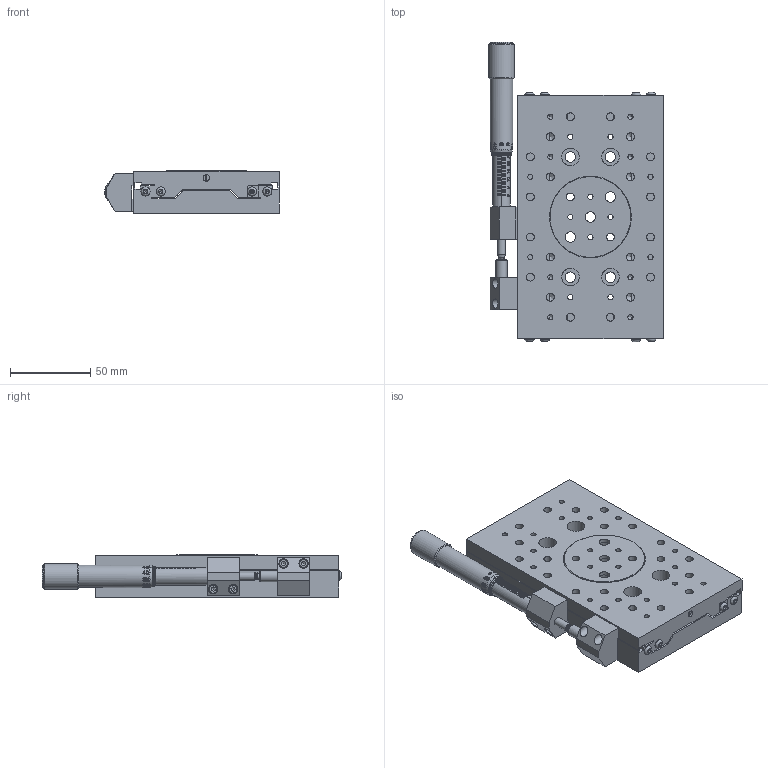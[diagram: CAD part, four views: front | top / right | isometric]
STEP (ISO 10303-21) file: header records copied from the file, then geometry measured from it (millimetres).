
FILE_DESCRIPTION(/* description */ (''),/* implementation_level */ '2;1');
FILE_NAME(/* name */ '7T167-50 SB.stp',/* time_stamp */ '2018-10-15T11:43:22+03:00',/* author */ ('dsgn36'),/* organization */ (''),/* preprocessor_version */ 'ST-DEVELOPER v15.2',/* originating_system */ 'Autodesk Inventor 2014',/* authorisation */ '');
FILE_SCHEMA (('AUTOMOTIVE_DESIGN { 1 0 10303 214 3 1 1 }'));
Products named in the file (1): Part27
Bounding box: 109 x 186.73 x 26.4 mm (x, y, z)
Volume: 306228.3 mm3; surface area: 96724.2 mm2
Topology: 1 solids, 25 shells, 1737 faces, 4645 edges, 3153 vertices
Faces by surface type: plane 921, bspline 381, cylinder 326, cone 63, torus 41, sphere 5
Full cylindrical faces by diameter (mm): 1.25 x1, 2.5 x16, 3 x22, 3.2 x4, 3.242 x20, 4 x4, 4.134 x4, 4.5 x16, 4.917 x32, 5 x18, 5.5 x4, 5.7 x8, 5.8 x4, 6.5 x8, 7 x1, 11 x12, 13 x1, 14 x2, 16 x1, 48.8 x1, 49 x1, 50.8 x2, 51 x1
Entity records: 117881 total; most frequent: CARTESIAN_POINT 80369, ORIENTED_EDGE 8302, DIRECTION 5972, EDGE_CURVE 4149, VERTEX_POINT 2957, EDGE_LOOP 2372, AXIS2_PLACEMENT_3D 2062, LINE 1848
